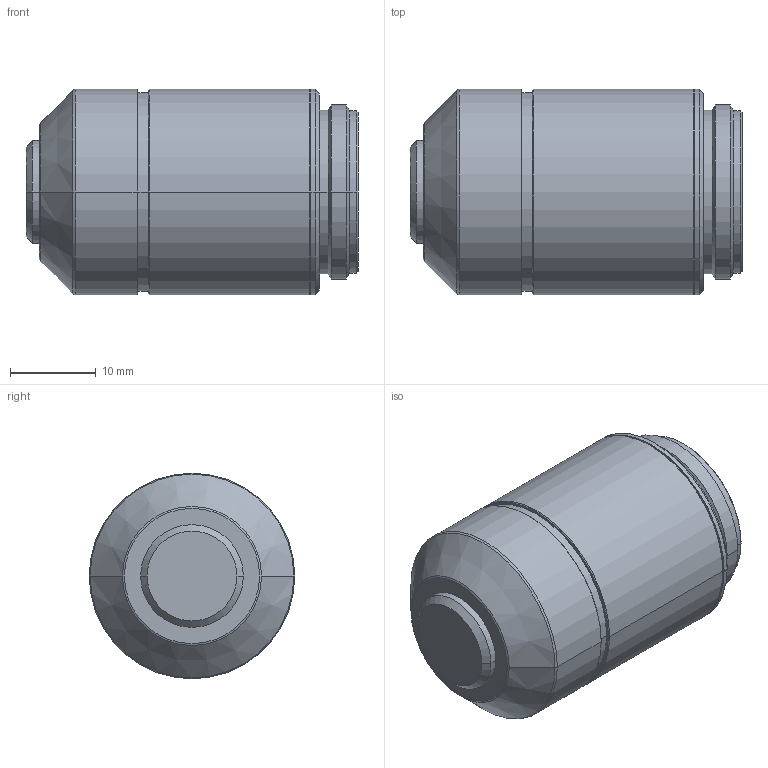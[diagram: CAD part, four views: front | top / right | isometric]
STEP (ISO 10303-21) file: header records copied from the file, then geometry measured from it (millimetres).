
FILE_DESCRIPTION (( 'STEP AP203' ), '1' );
FILE_NAME ('690072.step', '2025-04-14T08:44:26', ( 'MSI' ), ( '' ), 'SwSTEP 2.0', 'SolidWorks 2020', '' );
FILE_SCHEMA (( 'CONFIG_CONTROL_DESIGN' ));
Length unit declared in the file: millimetre
Products named in the file (1): 690072
Bounding box: 38.77 x 24 x 24 mm (x, y, z)
Volume: 15744.9 mm3; surface area: 3571.8 mm2
Topology: 1 solids, 1 shells, 45 faces, 88 edges, 50 vertices
Faces by surface type: cone 22, cylinder 16, plane 7
Entity records: 1221 total; most frequent: DIRECTION 230, CARTESIAN_POINT 184, ORIENTED_EDGE 176, AXIS2_PLACEMENT_3D 96, EDGE_CURVE 88, VERTEX_POINT 50, EDGE_LOOP 50, CIRCLE 50
